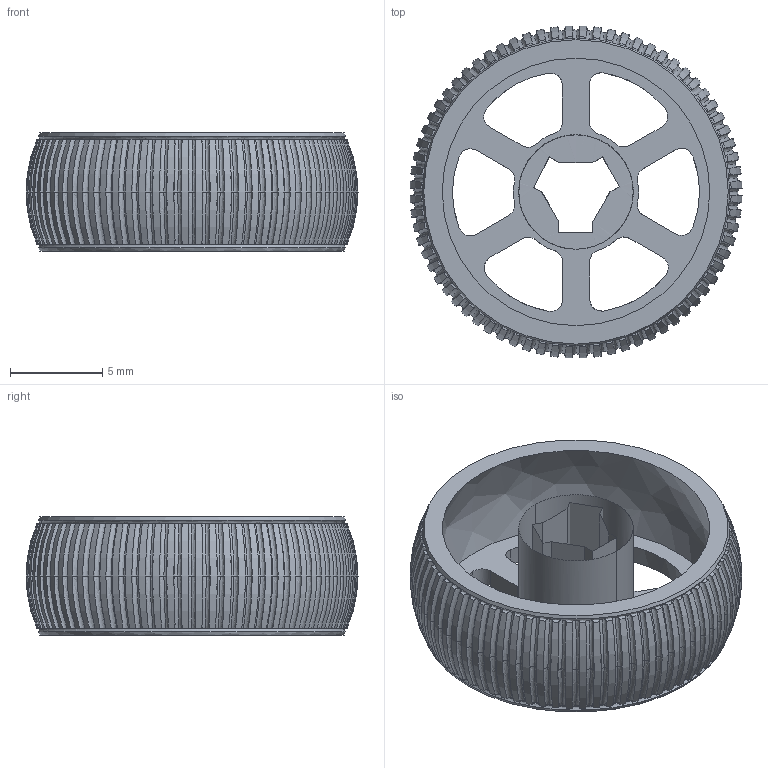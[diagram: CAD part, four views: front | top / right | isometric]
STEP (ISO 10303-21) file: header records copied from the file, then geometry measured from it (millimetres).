
FILE_DESCRIPTION(('HOOPS Exchange Step'),'2;1');
FILE_NAME('wheel.stp','2024-11-09T09:24:03+09:00',('hayashi'),('Unknown organisation'),'HOOPS Exchange 2023.2','HOOPS Exchange','Unknown authorisation');
FILE_SCHEMA( ('AP203_CONFIGURATION_CONTROLLED_3D_DESIGN_OF_MECHANICAL_PARTS_AND_ASSEMBLIES_MIM_LF') );
Length unit declared in the file: millimetre
Products named in the file (1): Solid 1243
Bounding box: 18 x 18 x 6.4 mm (x, y, z)
Volume: 483.4 mm3; surface area: 1340 mm2
Topology: 1 solids, 1 shells, 575 faces, 1645 edges, 1070 vertices
Faces by surface type: bspline 400, plane 172, cylinder 2, cone 1
Entity records: 32687 total; most frequent: CARTESIAN_POINT 20971, ORIENTED_EDGE 3290, EDGE_CURVE 1645, DIRECTION 1351, B_SPLINE_CURVE_WITH_KNOTS 1087, VERTEX_POINT 1070, AXIS2_PLACEMENT_3D 617, EDGE_LOOP 587
